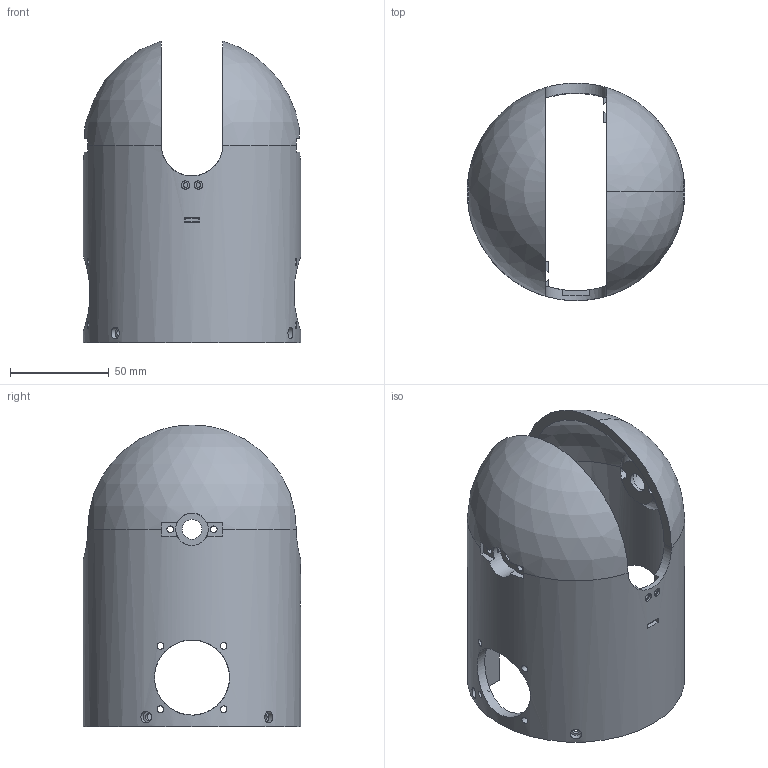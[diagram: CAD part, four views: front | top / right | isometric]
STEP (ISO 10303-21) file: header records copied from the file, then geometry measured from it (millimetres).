
FILE_DESCRIPTION(('FreeCAD Model'),'2;1');
FILE_NAME('Art4Body.step', '2017-01-10T08:56:33',('Author'),(''), 'Open CASCADE STEP processor 6.8','FreeCAD','Unknown');
FILE_SCHEMA(('AUTOMOTIVE_DESIGN_CC2 { 1 2 10303 214 -1 1 5 4 }'));
Length unit declared in the file: millimetre
Products named in the file (2): ASSEMBLY; Art4Body
Assembly tree (1 placements, depth 2):
  ASSEMBLY
    Art4Body
Bounding box: 110 x 110 x 152.77 mm (x, y, z)
Volume: 229012.7 mm3; surface area: 100067.2 mm2
Topology: 1 solids, 1 shells, 214 faces, 662 edges, 454 vertices
Faces by surface type: plane 172, cylinder 34, sphere 6, cone 2
Full cylindrical faces by diameter (mm): 2.4 x2, 3.4 x16, 4.2 x2, 5.9 x4, 10 x2, 16.4 x2, 38 x2, 100 x1, 110 x1
Entity records: 48199 total; most frequent: CARTESIAN_POINT 35864, DIRECTION 1999, ORIENTED_EDGE 1324, PCURVE 1324, DEFINITIONAL_REPRESENTATION 1324, LINE 1159, VECTOR 1159, EDGE_CURVE 662
